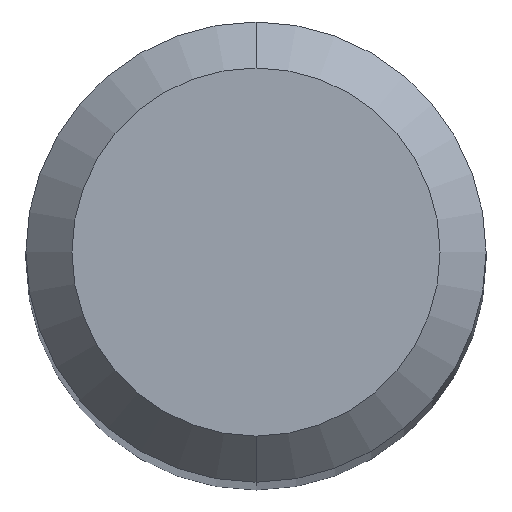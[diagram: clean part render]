
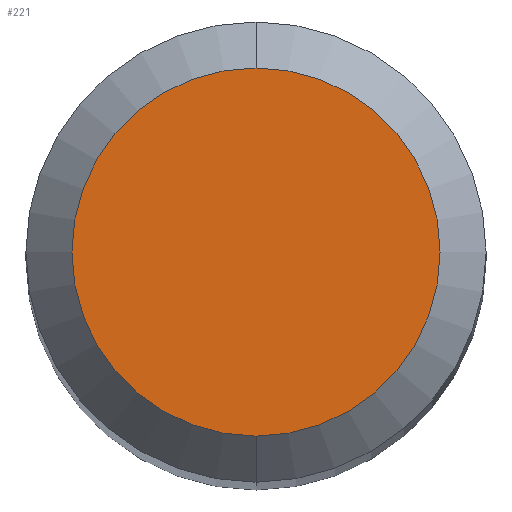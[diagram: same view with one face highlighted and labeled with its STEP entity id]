
A CAD part, top view. The second image highlights one B-rep face of the part: STEP entity #221.
In plain terms, the highlighted planar face has unit normal (0, 0, 1).
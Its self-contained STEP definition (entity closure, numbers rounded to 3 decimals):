
#221=ADVANCED_FACE('',(#533),#534,.T.);
#247=EDGE_CURVE('',#431,#329,#564,.T.);
#329=VERTEX_POINT('',#653);
#393=EDGE_CURVE('',#329,#431,#724,.T.);
#431=VERTEX_POINT('',#767);
#533=FACE_OUTER_BOUND('',#956,.T.);
#534=PLANE('',#957);
#564=CIRCLE('',#1005,1.2);
#653=CARTESIAN_POINT('',(0.,-1.2,0.0));
#724=CIRCLE('',#1330,1.2);
#767=CARTESIAN_POINT('',(0.0,1.2,0.0));
#956=EDGE_LOOP('',(#1503,#1504));
#957=AXIS2_PLACEMENT_3D('',#1505,#1506,#1507);
#1005=AXIS2_PLACEMENT_3D('',#1553,#1554,#1555);
#1330=AXIS2_PLACEMENT_3D('',#1732,#1733,#1734);
#1503=ORIENTED_EDGE('',*,*,#247,.F.);
#1504=ORIENTED_EDGE('',*,*,#393,.F.);
#1505=CARTESIAN_POINT('',(0.0,0.6,0.0));
#1506=DIRECTION('',(-0.0,0.0,1.0));
#1507=DIRECTION('',(0.0,-1.0,0.0));
#1553=CARTESIAN_POINT('',(0.0,0.0,0.0));
#1554=DIRECTION('',(0.0,0.0,-1.0));
#1555=DIRECTION('',(0.0,1.0,0.0));
#1732=CARTESIAN_POINT('',(0.0,0.0,0.0));
#1733=DIRECTION('',(0.0,0.0,-1.0));
#1734=DIRECTION('',(0.0,1.0,0.0));
